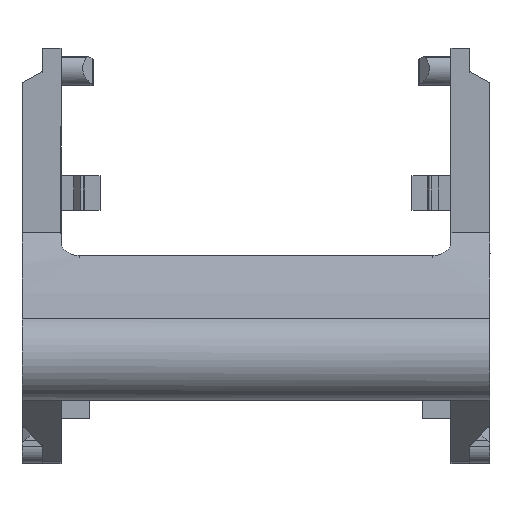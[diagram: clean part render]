
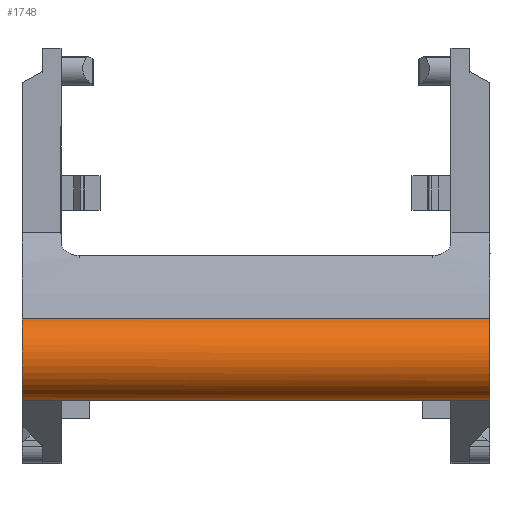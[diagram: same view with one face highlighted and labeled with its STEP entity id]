
A CAD part, top view. The second image highlights one B-rep face of the part: STEP entity #1748.
In plain terms, the highlighted cylindrical face has radius 2.5 mm (diameter 5 mm), a partial arc.
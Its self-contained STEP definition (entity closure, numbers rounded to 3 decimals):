
#1288=AXIS2_PLACEMENT_3D('Circle Axis2P3D',#1286,#1287,$) ;
#1722=AXIS2_PLACEMENT_3D('Cylinder Axis2P3D',#1719,#1720,#1721) ;
#1283=CARTESIAN_POINT('Vertex',(27.,8.277,54.14)) ;
#1286=CARTESIAN_POINT('Axis2P3D Location',(27.,6.052,53.)) ;
#1290=CARTESIAN_POINT('Vertex',(27.,3.552,53.)) ;
#1681=CARTESIAN_POINT('Vertex',(0.,8.277,54.14)) ;
#1684=CARTESIAN_POINT('Line Origine',(25.8,8.277,54.14)) ;
#1719=CARTESIAN_POINT('Axis2P3D Location',(25.8,6.052,53.)) ;
#1724=CARTESIAN_POINT('Line Origine',(25.8,3.552,53.)) ;
#1728=CARTESIAN_POINT('Vertex',(0.,3.552,53.)) ;
#1732=CARTESIAN_POINT('Control Point',(0.,8.277,54.14)) ;
#1733=CARTESIAN_POINT('Control Point',(0.,7.973,54.733)) ;
#1734=CARTESIAN_POINT('Control Point',(0.,7.471,55.226)) ;
#1735=CARTESIAN_POINT('Control Point',(0.,6.815,55.527)) ;
#1736=CARTESIAN_POINT('Control Point',(0.,5.414,55.647)) ;
#1737=CARTESIAN_POINT('Control Point',(0.,4.221,54.901)) ;
#1738=CARTESIAN_POINT('Control Point',(0.,3.775,54.334)) ;
#1739=CARTESIAN_POINT('Control Point',(0.,3.552,53.667)) ;
#1740=CARTESIAN_POINT('Control Point',(0.,3.552,53.)) ;
#1287=DIRECTION('Axis2P3D Direction',(1.,0.,0.)) ;
#1685=DIRECTION('Vector Direction',(1.,0.,0.)) ;
#1720=DIRECTION('Axis2P3D Direction',(1.,0.,0.)) ;
#1721=DIRECTION('Axis2P3D XDirection',(0.,1.,0.)) ;
#1725=DIRECTION('Vector Direction',(1.,0.,0.)) ;
#1686=VECTOR('Line Direction',#1685,1.) ;
#1726=VECTOR('Line Direction',#1725,1.) ;
#1743=ORIENTED_EDGE('',*,*,#1730,.T.) ;
#1744=ORIENTED_EDGE('',*,*,#1292,.F.) ;
#1745=ORIENTED_EDGE('',*,*,#1688,.F.) ;
#1746=ORIENTED_EDGE('',*,*,#1741,.T.) ;
#1748=ADVANCED_FACE('HALTEBUEGEL',(#1747),#1723,.T.) ;
#1731=B_SPLINE_CURVE_WITH_KNOTS('',5,(#1732,#1733,#1734,#1735,#1736,#1737,#1738,#1739,#1740),.UNSPECIFIED.,.F.,.U.,(6,3,6),(-3.335,0.,3.335),.UNSPECIFIED.) ;
#1289=CIRCLE('generated circle',#1288,2.5) ;
#1723=CYLINDRICAL_SURFACE('generated cylinder',#1722,2.5) ;
#1292=EDGE_CURVE('',#1284,#1291,#1289,.T.) ;
#1688=EDGE_CURVE('',#1682,#1284,#1687,.T.) ;
#1730=EDGE_CURVE('',#1729,#1291,#1727,.T.) ;
#1741=EDGE_CURVE('',#1682,#1729,#1731,.T.) ;
#1742=EDGE_LOOP('',(#1743,#1744,#1745,#1746)) ;
#1747=FACE_OUTER_BOUND('',#1742,.T.) ;
#1687=LINE('Line',#1684,#1686) ;
#1727=LINE('Line',#1724,#1726) ;
#1284=VERTEX_POINT('',#1283) ;
#1291=VERTEX_POINT('',#1290) ;
#1682=VERTEX_POINT('',#1681) ;
#1729=VERTEX_POINT('',#1728) ;
